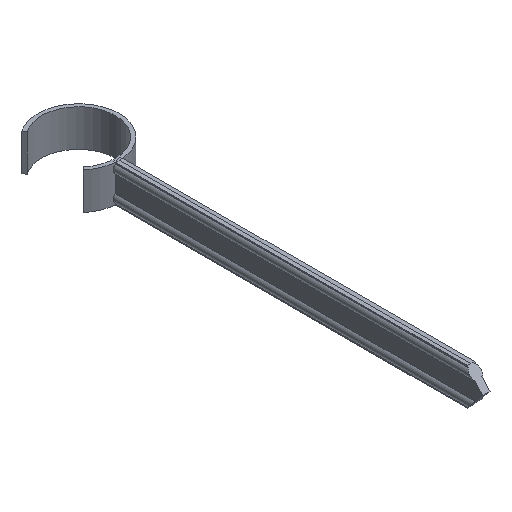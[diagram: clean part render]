
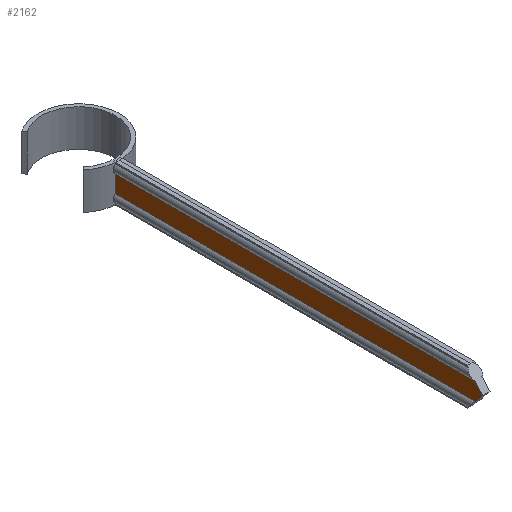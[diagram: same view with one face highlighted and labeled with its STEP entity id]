
A CAD part, isometric view. The second image highlights one B-rep face of the part: STEP entity #2162.
In plain terms, the highlighted planar face has unit normal (-1, 0, 0).
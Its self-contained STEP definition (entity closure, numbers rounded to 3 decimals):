
#320 = CYLINDRICAL_SURFACE('',#321,11.);
#321 = AXIS2_PLACEMENT_3D('',#322,#323,#324);
#322 = CARTESIAN_POINT('',(0.,0.,0.));
#323 = DIRECTION('',(-0.,-0.,-1.));
#324 = DIRECTION('',(1.,0.,0.));
#1132 = VERTEX_POINT('',#1133);
#1133 = CARTESIAN_POINT('',(-1.,-10.954,7.382));
#1193 = CYLINDRICAL_SURFACE('',#1194,1.5);
#1194 = AXIS2_PLACEMENT_3D('',#1195,#1196,#1197);
#1195 = CARTESIAN_POINT('',(0.,-110.5,8.5));
#1196 = DIRECTION('',(0.,-1.,0.));
#1197 = DIRECTION('',(1.,0.,0.));
#1228 = EDGE_CURVE('',#1132,#1229,#1231,.T.);
#1229 = VERTEX_POINT('',#1230);
#1230 = CARTESIAN_POINT('',(-1.,-10.954,2.618));
#1231 = SURFACE_CURVE('',#1232,(#1236,#1243),.PCURVE_S1.);
#1232 = LINE('',#1233,#1234);
#1233 = CARTESIAN_POINT('',(-1.,-10.954,0.));
#1234 = VECTOR('',#1235,1.);
#1235 = DIRECTION('',(-0.,-0.,-1.));
#1236 = PCURVE('',#320,#1237);
#1237 = DEFINITIONAL_REPRESENTATION('',(#1238),#1242);
#1238 = LINE('',#1239,#1240);
#1239 = CARTESIAN_POINT('',(-4.621,0.));
#1240 = VECTOR('',#1241,1.);
#1241 = DIRECTION('',(-0.,1.));
#1242 = ( GEOMETRIC_REPRESENTATION_CONTEXT(2) 
PARAMETRIC_REPRESENTATION_CONTEXT() REPRESENTATION_CONTEXT('2D SPACE',''
  ) );
#1243 = PCURVE('',#1244,#1249);
#1244 = PLANE('',#1245);
#1245 = AXIS2_PLACEMENT_3D('',#1246,#1247,#1248);
#1246 = CARTESIAN_POINT('',(-1.,-110.5,0.));
#1247 = DIRECTION('',(-1.,0.,0.));
#1248 = DIRECTION('',(0.,1.,0.));
#1249 = DEFINITIONAL_REPRESENTATION('',(#1250),#1254);
#1250 = LINE('',#1251,#1252);
#1251 = CARTESIAN_POINT('',(99.546,0.));
#1252 = VECTOR('',#1253,1.);
#1253 = DIRECTION('',(0.,1.));
#1254 = ( GEOMETRIC_REPRESENTATION_CONTEXT(2) 
PARAMETRIC_REPRESENTATION_CONTEXT() REPRESENTATION_CONTEXT('2D SPACE',''
  ) );
#1318 = CYLINDRICAL_SURFACE('',#1319,1.5);
#1319 = AXIS2_PLACEMENT_3D('',#1320,#1321,#1322);
#1320 = CARTESIAN_POINT('',(0.,-110.5,1.5));
#1321 = DIRECTION('',(0.,-1.,0.));
#1322 = DIRECTION('',(1.,0.,0.));
#1598 = PLANE('',#1599);
#1599 = AXIS2_PLACEMENT_3D('',#1600,#1601,#1602);
#1600 = CARTESIAN_POINT('',(-0.333,-107.703,
    8.333));
#1601 = DIRECTION('',(0.,-0.766,0.643));
#1602 = DIRECTION('',(1.,0.,0.));
#1787 = PLANE('',#1788);
#1788 = AXIS2_PLACEMENT_3D('',#1789,#1790,#1791);
#1789 = CARTESIAN_POINT('',(0.333,-107.703,
    1.667));
#1790 = DIRECTION('',(0.,0.766,0.643)
  );
#1791 = DIRECTION('',(-1.,0.,0.));
#2111 = VERTEX_POINT('',#2112);
#2112 = CARTESIAN_POINT('',(-1.,-108.501,2.618));
#2140 = EDGE_CURVE('',#1229,#2111,#2141,.T.);
#2141 = SURFACE_CURVE('',#2142,(#2146,#2153),.PCURVE_S1.);
#2142 = LINE('',#2143,#2144);
#2143 = CARTESIAN_POINT('',(-1.,-110.5,2.618));
#2144 = VECTOR('',#2145,1.);
#2145 = DIRECTION('',(0.,-1.,0.));
#2146 = PCURVE('',#1318,#2147);
#2147 = DEFINITIONAL_REPRESENTATION('',(#2148),#2152);
#2148 = LINE('',#2149,#2150);
#2149 = CARTESIAN_POINT('',(2.301,0.));
#2150 = VECTOR('',#2151,1.);
#2151 = DIRECTION('',(0.,1.));
#2152 = ( GEOMETRIC_REPRESENTATION_CONTEXT(2) 
PARAMETRIC_REPRESENTATION_CONTEXT() REPRESENTATION_CONTEXT('2D SPACE',''
  ) );
#2153 = PCURVE('',#1244,#2154);
#2154 = DEFINITIONAL_REPRESENTATION('',(#2155),#2159);
#2155 = LINE('',#2156,#2157);
#2156 = CARTESIAN_POINT('',(0.,-2.618));
#2157 = VECTOR('',#2158,1.);
#2158 = DIRECTION('',(-1.,0.));
#2159 = ( GEOMETRIC_REPRESENTATION_CONTEXT(2) 
PARAMETRIC_REPRESENTATION_CONTEXT() REPRESENTATION_CONTEXT('2D SPACE',''
  ) );
#2162 = ADVANCED_FACE('',(#2163),#1244,.T.);
#2163 = FACE_BOUND('',#2164,.T.);
#2164 = EDGE_LOOP('',(#2165,#2188,#2189,#2190,#2213));
#2165 = ORIENTED_EDGE('',*,*,#2166,.F.);
#2166 = EDGE_CURVE('',#1132,#2167,#2169,.T.);
#2167 = VERTEX_POINT('',#2168);
#2168 = CARTESIAN_POINT('',(-1.,-108.501,7.382));
#2169 = SURFACE_CURVE('',#2170,(#2174,#2181),.PCURVE_S1.);
#2170 = LINE('',#2171,#2172);
#2171 = CARTESIAN_POINT('',(-1.,-110.5,7.382));
#2172 = VECTOR('',#2173,1.);
#2173 = DIRECTION('',(0.,-1.,0.));
#2174 = PCURVE('',#1244,#2175);
#2175 = DEFINITIONAL_REPRESENTATION('',(#2176),#2180);
#2176 = LINE('',#2177,#2178);
#2177 = CARTESIAN_POINT('',(0.,-7.382));
#2178 = VECTOR('',#2179,1.);
#2179 = DIRECTION('',(-1.,0.));
#2180 = ( GEOMETRIC_REPRESENTATION_CONTEXT(2) 
PARAMETRIC_REPRESENTATION_CONTEXT() REPRESENTATION_CONTEXT('2D SPACE',''
  ) );
#2181 = PCURVE('',#1193,#2182);
#2182 = DEFINITIONAL_REPRESENTATION('',(#2183),#2187);
#2183 = LINE('',#2184,#2185);
#2184 = CARTESIAN_POINT('',(3.983,0.));
#2185 = VECTOR('',#2186,1.);
#2186 = DIRECTION('',(0.,1.));
#2187 = ( GEOMETRIC_REPRESENTATION_CONTEXT(2) 
PARAMETRIC_REPRESENTATION_CONTEXT() REPRESENTATION_CONTEXT('2D SPACE',''
  ) );
#2188 = ORIENTED_EDGE('',*,*,#1228,.T.);
#2189 = ORIENTED_EDGE('',*,*,#2140,.T.);
#2190 = ORIENTED_EDGE('',*,*,#2191,.F.);
#2191 = EDGE_CURVE('',#2192,#2111,#2194,.T.);
#2192 = VERTEX_POINT('',#2193);
#2193 = CARTESIAN_POINT('',(-1.,-110.5,5.));
#2194 = SURFACE_CURVE('',#2195,(#2199,#2206),.PCURVE_S1.);
#2195 = LINE('',#2196,#2197);
#2196 = CARTESIAN_POINT('',(-1.,-107.87,1.866));
#2197 = VECTOR('',#2198,1.);
#2198 = DIRECTION('',(0.,0.643,-0.766));
#2199 = PCURVE('',#1244,#2200);
#2200 = DEFINITIONAL_REPRESENTATION('',(#2201),#2205);
#2201 = LINE('',#2202,#2203);
#2202 = CARTESIAN_POINT('',(2.63,-1.866));
#2203 = VECTOR('',#2204,1.);
#2204 = DIRECTION('',(0.643,0.766));
#2205 = ( GEOMETRIC_REPRESENTATION_CONTEXT(2) 
PARAMETRIC_REPRESENTATION_CONTEXT() REPRESENTATION_CONTEXT('2D SPACE',''
  ) );
#2206 = PCURVE('',#1787,#2207);
#2207 = DEFINITIONAL_REPRESENTATION('',(#2208),#2212);
#2208 = LINE('',#2209,#2210);
#2209 = CARTESIAN_POINT('',(1.333,0.261));
#2210 = VECTOR('',#2211,1.);
#2211 = DIRECTION('',(0.,-1.));
#2212 = ( GEOMETRIC_REPRESENTATION_CONTEXT(2) 
PARAMETRIC_REPRESENTATION_CONTEXT() REPRESENTATION_CONTEXT('2D SPACE',''
  ) );
#2213 = ORIENTED_EDGE('',*,*,#2214,.T.);
#2214 = EDGE_CURVE('',#2192,#2167,#2215,.T.);
#2215 = SURFACE_CURVE('',#2216,(#2220,#2227),.PCURVE_S1.);
#2216 = LINE('',#2217,#2218);
#2217 = CARTESIAN_POINT('',(-1.,-110.333,5.2));
#2218 = VECTOR('',#2219,1.);
#2219 = DIRECTION('',(0.,0.643,0.766));
#2220 = PCURVE('',#1244,#2221);
#2221 = DEFINITIONAL_REPRESENTATION('',(#2222),#2226);
#2222 = LINE('',#2223,#2224);
#2223 = CARTESIAN_POINT('',(0.167,-5.2));
#2224 = VECTOR('',#2225,1.);
#2225 = DIRECTION('',(0.643,-0.766));
#2226 = ( GEOMETRIC_REPRESENTATION_CONTEXT(2) 
PARAMETRIC_REPRESENTATION_CONTEXT() REPRESENTATION_CONTEXT('2D SPACE',''
  ) );
#2227 = PCURVE('',#1598,#2228);
#2228 = DEFINITIONAL_REPRESENTATION('',(#2229),#2233);
#2229 = LINE('',#2230,#2231);
#2230 = CARTESIAN_POINT('',(-0.667,-4.091));
#2231 = VECTOR('',#2232,1.);
#2232 = DIRECTION('',(0.,1.));
#2233 = ( GEOMETRIC_REPRESENTATION_CONTEXT(2) 
PARAMETRIC_REPRESENTATION_CONTEXT() REPRESENTATION_CONTEXT('2D SPACE',''
  ) );
